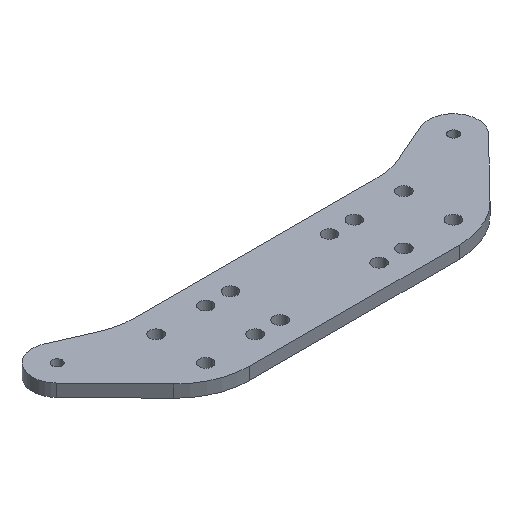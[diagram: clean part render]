
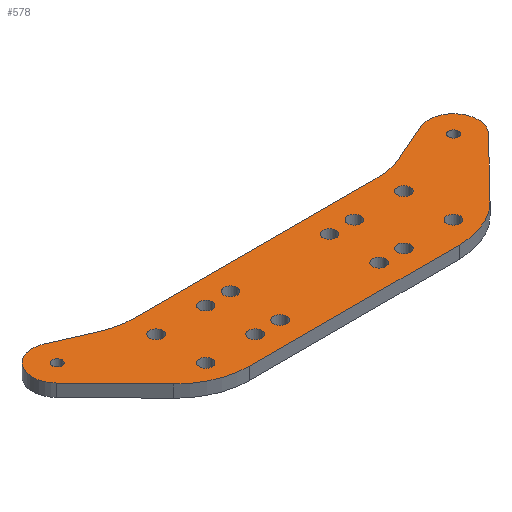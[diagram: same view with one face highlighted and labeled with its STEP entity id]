
A CAD part, isometric view. The second image highlights one B-rep face of the part: STEP entity #578.
In plain terms, the highlighted planar face has unit normal (0, 0, 1).
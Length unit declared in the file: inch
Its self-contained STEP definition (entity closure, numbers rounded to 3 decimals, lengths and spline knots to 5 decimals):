
#29=FACE_BOUND('',#115,.T.);
#30=FACE_BOUND('',#116,.T.);
#31=FACE_BOUND('',#117,.T.);
#32=FACE_BOUND('',#118,.T.);
#33=FACE_BOUND('',#119,.T.);
#34=FACE_BOUND('',#120,.T.);
#35=FACE_BOUND('',#121,.T.);
#36=FACE_BOUND('',#122,.T.);
#37=FACE_BOUND('',#123,.T.);
#38=FACE_BOUND('',#124,.T.);
#39=FACE_BOUND('',#125,.T.);
#40=FACE_BOUND('',#126,.T.);
#41=FACE_BOUND('',#127,.T.);
#42=FACE_BOUND('',#128,.T.);
#50=PLANE('',#654);
#72=FACE_OUTER_BOUND('',#114,.T.);
#114=EDGE_LOOP('',(#487,#488,#489,#490,#491,#492,#493,#494,#495,#496,#497,
#498));
#115=EDGE_LOOP('',(#499));
#116=EDGE_LOOP('',(#500));
#117=EDGE_LOOP('',(#501));
#118=EDGE_LOOP('',(#502));
#119=EDGE_LOOP('',(#503));
#120=EDGE_LOOP('',(#504));
#121=EDGE_LOOP('',(#505));
#122=EDGE_LOOP('',(#506));
#123=EDGE_LOOP('',(#507));
#124=EDGE_LOOP('',(#508));
#125=EDGE_LOOP('',(#509));
#126=EDGE_LOOP('',(#510));
#127=EDGE_LOOP('',(#511));
#128=EDGE_LOOP('',(#512));
#143=LINE('',#891,#181);
#150=LINE('',#909,#188);
#156=LINE('',#933,#194);
#162=LINE('',#965,#200);
#165=LINE('',#972,#203);
#166=LINE('',#974,#204);
#181=VECTOR('',#721,0.3937);
#188=VECTOR('',#736,0.3937);
#194=VECTOR('',#762,0.3937);
#200=VECTOR('',#794,0.3937);
#203=VECTOR('',#803,0.3937);
#204=VECTOR('',#806,0.3937);
#212=CIRCLE('',#601,0.133);
#214=CIRCLE('',#604,0.133);
#216=CIRCLE('',#607,0.133);
#218=CIRCLE('',#610,0.133);
#220=CIRCLE('',#613,0.133);
#222=CIRCLE('',#616,0.133);
#224=CIRCLE('',#619,1.5);
#225=CIRCLE('',#622,1.5);
#227=CIRCLE('',#626,0.1007);
#230=CIRCLE('',#630,0.5);
#232=CIRCLE('',#633,1.5);
#233=CIRCLE('',#636,1.5);
#243=CIRCLE('',#649,0.1007);
#244=CIRCLE('',#653,0.5);
#245=CIRCLE('',#655,0.133);
#246=CIRCLE('',#656,0.133);
#247=CIRCLE('',#657,0.133);
#248=CIRCLE('',#658,0.133);
#249=CIRCLE('',#659,0.133);
#250=CIRCLE('',#660,0.133);
#252=VERTEX_POINT('',#847);
#254=VERTEX_POINT('',#853);
#256=VERTEX_POINT('',#859);
#258=VERTEX_POINT('',#865);
#260=VERTEX_POINT('',#871);
#262=VERTEX_POINT('',#877);
#265=VERTEX_POINT('',#884);
#266=VERTEX_POINT('',#886);
#267=VERTEX_POINT('',#890);
#269=VERTEX_POINT('',#896);
#270=VERTEX_POINT('',#897);
#274=VERTEX_POINT('',#907);
#275=VERTEX_POINT('',#911);
#279=VERTEX_POINT('',#923);
#280=VERTEX_POINT('',#925);
#282=VERTEX_POINT('',#931);
#283=VERTEX_POINT('',#935);
#284=VERTEX_POINT('',#936);
#295=VERTEX_POINT('',#964);
#296=VERTEX_POINT('',#968);
#297=VERTEX_POINT('',#978);
#298=VERTEX_POINT('',#980);
#299=VERTEX_POINT('',#982);
#300=VERTEX_POINT('',#984);
#301=VERTEX_POINT('',#986);
#302=VERTEX_POINT('',#988);
#305=EDGE_CURVE('',#252,#252,#212,.T.);
#308=EDGE_CURVE('',#254,#254,#214,.T.);
#311=EDGE_CURVE('',#256,#256,#216,.T.);
#314=EDGE_CURVE('',#258,#258,#218,.T.);
#317=EDGE_CURVE('',#260,#260,#220,.T.);
#320=EDGE_CURVE('',#262,#262,#222,.T.);
#323=EDGE_CURVE('',#266,#265,#224,.T.);
#325=EDGE_CURVE('',#266,#267,#143,.T.);
#328=EDGE_CURVE('',#269,#270,#225,.T.);
#334=EDGE_CURVE('',#274,#270,#150,.T.);
#335=EDGE_CURVE('',#275,#275,#227,.F.);
#339=EDGE_CURVE('',#267,#274,#230,.T.);
#342=EDGE_CURVE('',#279,#280,#232,.T.);
#346=EDGE_CURVE('',#279,#282,#156,.T.);
#347=EDGE_CURVE('',#283,#284,#233,.T.);
#362=EDGE_CURVE('',#295,#284,#162,.T.);
#364=EDGE_CURVE('',#296,#296,#243,.F.);
#366=EDGE_CURVE('',#280,#265,#165,.T.);
#367=EDGE_CURVE('',#283,#269,#166,.T.);
#368=EDGE_CURVE('',#282,#295,#244,.T.);
#369=EDGE_CURVE('',#297,#297,#245,.T.);
#370=EDGE_CURVE('',#298,#298,#246,.T.);
#371=EDGE_CURVE('',#299,#299,#247,.T.);
#372=EDGE_CURVE('',#300,#300,#248,.T.);
#373=EDGE_CURVE('',#301,#301,#249,.T.);
#374=EDGE_CURVE('',#302,#302,#250,.T.);
#487=ORIENTED_EDGE('',*,*,#347,.F.);
#488=ORIENTED_EDGE('',*,*,#367,.T.);
#489=ORIENTED_EDGE('',*,*,#328,.T.);
#490=ORIENTED_EDGE('',*,*,#334,.F.);
#491=ORIENTED_EDGE('',*,*,#339,.F.);
#492=ORIENTED_EDGE('',*,*,#325,.F.);
#493=ORIENTED_EDGE('',*,*,#323,.T.);
#494=ORIENTED_EDGE('',*,*,#366,.F.);
#495=ORIENTED_EDGE('',*,*,#342,.F.);
#496=ORIENTED_EDGE('',*,*,#346,.T.);
#497=ORIENTED_EDGE('',*,*,#368,.T.);
#498=ORIENTED_EDGE('',*,*,#362,.T.);
#499=ORIENTED_EDGE('',*,*,#369,.F.);
#500=ORIENTED_EDGE('',*,*,#370,.F.);
#501=ORIENTED_EDGE('',*,*,#371,.F.);
#502=ORIENTED_EDGE('',*,*,#372,.F.);
#503=ORIENTED_EDGE('',*,*,#373,.F.);
#504=ORIENTED_EDGE('',*,*,#374,.F.);
#505=ORIENTED_EDGE('',*,*,#305,.T.);
#506=ORIENTED_EDGE('',*,*,#308,.T.);
#507=ORIENTED_EDGE('',*,*,#311,.T.);
#508=ORIENTED_EDGE('',*,*,#314,.T.);
#509=ORIENTED_EDGE('',*,*,#317,.T.);
#510=ORIENTED_EDGE('',*,*,#320,.T.);
#511=ORIENTED_EDGE('',*,*,#335,.F.);
#512=ORIENTED_EDGE('',*,*,#364,.T.);
#578=ADVANCED_FACE('',(#72,#29,#30,#31,#32,#33,#34,#35,#36,#37,#38,#39,
#40,#41,#42),#50,.T.);
#601=AXIS2_PLACEMENT_3D('',#849,#674,#675);
#604=AXIS2_PLACEMENT_3D('',#855,#681,#682);
#607=AXIS2_PLACEMENT_3D('',#861,#688,#689);
#610=AXIS2_PLACEMENT_3D('',#867,#695,#696);
#613=AXIS2_PLACEMENT_3D('',#873,#702,#703);
#616=AXIS2_PLACEMENT_3D('',#879,#709,#710);
#619=AXIS2_PLACEMENT_3D('',#887,#716,#717);
#622=AXIS2_PLACEMENT_3D('',#898,#726,#727);
#626=AXIS2_PLACEMENT_3D('',#912,#739,#740);
#630=AXIS2_PLACEMENT_3D('',#918,#748,#749);
#633=AXIS2_PLACEMENT_3D('',#926,#755,#756);
#636=AXIS2_PLACEMENT_3D('',#937,#765,#766);
#649=AXIS2_PLACEMENT_3D('',#969,#798,#799);
#653=AXIS2_PLACEMENT_3D('',#976,#809,#810);
#654=AXIS2_PLACEMENT_3D('',#977,#811,#812);
#655=AXIS2_PLACEMENT_3D('',#979,#813,#814);
#656=AXIS2_PLACEMENT_3D('',#981,#815,#816);
#657=AXIS2_PLACEMENT_3D('',#983,#817,#818);
#658=AXIS2_PLACEMENT_3D('',#985,#819,#820);
#659=AXIS2_PLACEMENT_3D('',#987,#821,#822);
#660=AXIS2_PLACEMENT_3D('',#989,#823,#824);
#674=DIRECTION('center_axis',(0.,0.,-1.));
#675=DIRECTION('ref_axis',(-1.,0.,0.));
#681=DIRECTION('center_axis',(0.,0.,-1.));
#682=DIRECTION('ref_axis',(-1.,0.,0.));
#688=DIRECTION('center_axis',(0.,0.,-1.));
#689=DIRECTION('ref_axis',(-1.,0.,0.));
#695=DIRECTION('center_axis',(0.,0.,-1.));
#696=DIRECTION('ref_axis',(-1.,0.,0.));
#702=DIRECTION('center_axis',(0.,0.,-1.));
#703=DIRECTION('ref_axis',(-1.,0.,0.));
#709=DIRECTION('center_axis',(0.,0.,-1.));
#710=DIRECTION('ref_axis',(-1.,0.,0.));
#716=DIRECTION('center_axis',(0.,0.,-1.));
#717=DIRECTION('ref_axis',(0.204,-0.979,0.));
#721=DIRECTION('',(0.917,0.4,0.));
#726=DIRECTION('center_axis',(0.,0.,1.));
#727=DIRECTION('ref_axis',(0.389,-0.921,0.));
#736=DIRECTION('',(-0.698,-0.716,0.));
#739=DIRECTION('center_axis',(0.,0.,-1.));
#740=DIRECTION('ref_axis',(-1.,0.,0.));
#748=DIRECTION('center_axis',(0.,0.,-1.));
#749=DIRECTION('ref_axis',(-1.,0.,0.));
#755=DIRECTION('center_axis',(0.,0.,1.));
#756=DIRECTION('ref_axis',(-0.204,-0.979,0.));
#762=DIRECTION('',(-0.917,0.4,0.));
#765=DIRECTION('center_axis',(0.,0.,-1.));
#766=DIRECTION('ref_axis',(-0.389,-0.921,0.));
#794=DIRECTION('',(0.698,-0.716,0.));
#798=DIRECTION('center_axis',(0.,0.,1.));
#799=DIRECTION('ref_axis',(1.,0.,0.));
#803=DIRECTION('',(1.,0.,0.));
#806=DIRECTION('',(1.,0.,0.));
#809=DIRECTION('center_axis',(0.,0.,1.));
#810=DIRECTION('ref_axis',(1.,0.,0.));
#811=DIRECTION('center_axis',(0.,0.,1.));
#812=DIRECTION('ref_axis',(1.,0.,0.));
#813=DIRECTION('center_axis',(0.,0.,1.));
#814=DIRECTION('ref_axis',(1.,0.,0.));
#815=DIRECTION('center_axis',(0.,0.,1.));
#816=DIRECTION('ref_axis',(1.,0.,0.));
#817=DIRECTION('center_axis',(0.,0.,1.));
#818=DIRECTION('ref_axis',(1.,0.,0.));
#819=DIRECTION('center_axis',(0.,0.,1.));
#820=DIRECTION('ref_axis',(1.,0.,0.));
#821=DIRECTION('center_axis',(0.,0.,1.));
#822=DIRECTION('ref_axis',(1.,0.,0.));
#823=DIRECTION('center_axis',(0.,0.,1.));
#824=DIRECTION('ref_axis',(1.,0.,0.));
#847=CARTESIAN_POINT('',(-0.867,-1.,0.25));
#849=CARTESIAN_POINT('Origin',(-1.,-1.,0.25));
#853=CARTESIAN_POINT('',(-1.367,0.,0.25));
#855=CARTESIAN_POINT('Origin',(-1.5,0.,0.25));
#859=CARTESIAN_POINT('',(-2.367,-1.,0.25));
#861=CARTESIAN_POINT('Origin',(-2.5,-1.,0.25));
#865=CARTESIAN_POINT('',(-2.367,0.,0.25));
#867=CARTESIAN_POINT('Origin',(-2.5,0.,0.25));
#871=CARTESIAN_POINT('',(-0.867,0.,0.25));
#873=CARTESIAN_POINT('Origin',(-1.,0.,0.25));
#877=CARTESIAN_POINT('',(-1.367,-1.,0.25));
#879=CARTESIAN_POINT('Origin',(-1.5,-1.,0.25));
#884=CARTESIAN_POINT('',(2.43693,0.5,0.25));
#886=CARTESIAN_POINT('',(3.03693,0.62523,0.25));
#887=CARTESIAN_POINT('Origin',(2.43693,2.,0.25));
#890=CARTESIAN_POINT('',(3.8,0.95826,0.25));
#891=CARTESIAN_POINT('',(3.8,0.95826,0.25));
#896=CARTESIAN_POINT('',(2.11707,-1.5,0.25));
#897=CARTESIAN_POINT('',(3.19161,-1.04659,0.25));
#898=CARTESIAN_POINT('Origin',(2.11707,0.,0.25));
#907=CARTESIAN_POINT('',(4.35818,0.15114,0.25));
#909=CARTESIAN_POINT('',(4.35818,0.15114,0.25));
#911=CARTESIAN_POINT('',(4.1007,0.5,0.25));
#912=CARTESIAN_POINT('Origin',(4.,0.5,0.25));
#918=CARTESIAN_POINT('Origin',(4.,0.5,0.25));
#923=CARTESIAN_POINT('',(-3.03693,0.62523,0.25));
#925=CARTESIAN_POINT('',(-2.43693,0.5,0.25));
#926=CARTESIAN_POINT('Origin',(-2.43693,2.,0.25));
#931=CARTESIAN_POINT('',(-3.8,0.95826,0.25));
#933=CARTESIAN_POINT('',(-3.8,0.95826,0.25));
#935=CARTESIAN_POINT('',(-2.11707,-1.5,0.25));
#936=CARTESIAN_POINT('',(-3.19161,-1.04659,0.25));
#937=CARTESIAN_POINT('Origin',(-2.11707,0.,0.25));
#964=CARTESIAN_POINT('',(-4.35818,0.15114,0.25));
#965=CARTESIAN_POINT('',(-4.35818,0.15114,0.25));
#968=CARTESIAN_POINT('',(-4.1007,0.5,0.25));
#969=CARTESIAN_POINT('Origin',(-4.,0.5,0.25));
#972=CARTESIAN_POINT('',(2.75,0.5,0.25));
#974=CARTESIAN_POINT('',(0.,-1.5,0.25));
#976=CARTESIAN_POINT('Origin',(-4.,0.5,0.25));
#977=CARTESIAN_POINT('Origin',(-2.25,-0.25,0.25));
#978=CARTESIAN_POINT('',(1.367,-1.,0.25));
#979=CARTESIAN_POINT('Origin',(1.5,-1.,0.25));
#980=CARTESIAN_POINT('',(1.367,0.,0.25));
#981=CARTESIAN_POINT('Origin',(1.5,0.,0.25));
#982=CARTESIAN_POINT('',(2.367,-1.,0.25));
#983=CARTESIAN_POINT('Origin',(2.5,-1.,0.25));
#984=CARTESIAN_POINT('',(2.367,0.,0.25));
#985=CARTESIAN_POINT('Origin',(2.5,0.,0.25));
#986=CARTESIAN_POINT('',(0.867,0.,0.25));
#987=CARTESIAN_POINT('Origin',(1.,0.,0.25));
#988=CARTESIAN_POINT('',(0.867,-1.,0.25));
#989=CARTESIAN_POINT('Origin',(1.,-1.,0.25));
